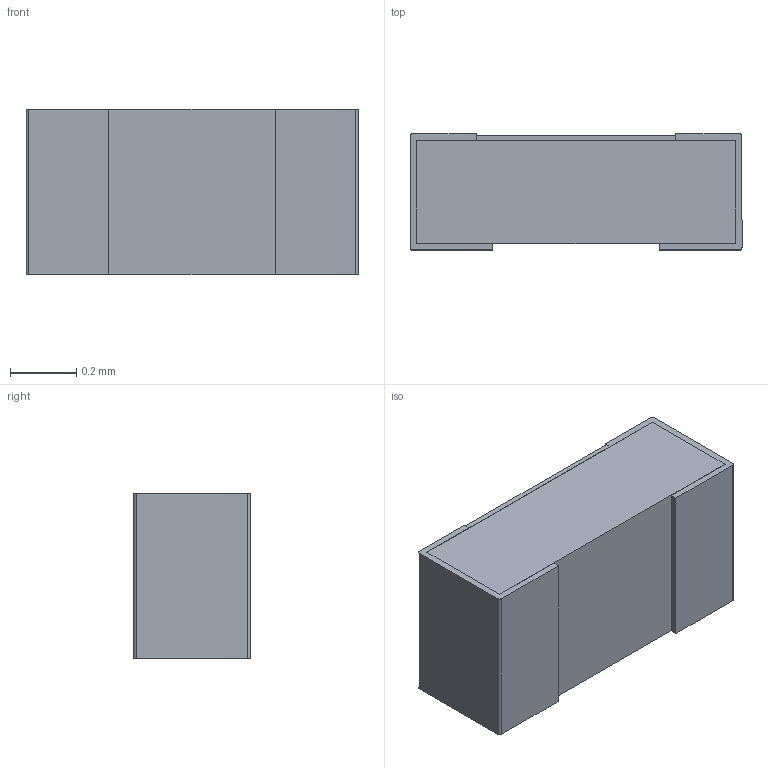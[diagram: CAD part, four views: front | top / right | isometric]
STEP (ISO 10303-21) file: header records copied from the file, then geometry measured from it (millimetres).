
FILE_DESCRIPTION (( 'STEP AP214' ), '1' );
FILE_NAME ('User Library-R SMD 0402.STEP', '2017-02-09T08:07:28', ( 'Windows User' ), ( '' ), 'SwSTEP 2.0', 'SolidWorks 2017', '' );
FILE_SCHEMA (( 'AUTOMOTIVE_DESIGN' ));
Length unit declared in the file: millimetre
Products named in the file (4): User Library-R SMD 0402_0402 OPIS; User Library-R SMD 0402_0402 PAD; User Library-R SMD 0402_0402 BODY; User Library-R SMD 0402
Assembly tree (4 placements, depth 2):
  User Library-R SMD 0402
    User Library-R SMD 0402_0402 BODY
    User Library-R SMD 0402_0402 PAD  x2
    User Library-R SMD 0402_0402 OPIS
Bounding box: 1 x 0.35 x 0.5 mm (x, y, z)
Volume: 0.2 mm3; surface area: 4.1 mm2
Topology: 4 solids, 4 shells, 90 faces, 225 edges, 150 vertices
Faces by surface type: plane 57, bspline 29, cylinder 4
Entity records: 4801 total; most frequent: CARTESIAN_POINT 2111, ORIENTED_EDGE 390, DIRECTION 253, EDGE_CURVE 195, VECTOR 133, LINE 133, VERTEX_POINT 130, UNCERTAINTY_MEASURE_WITH_UNIT 88
